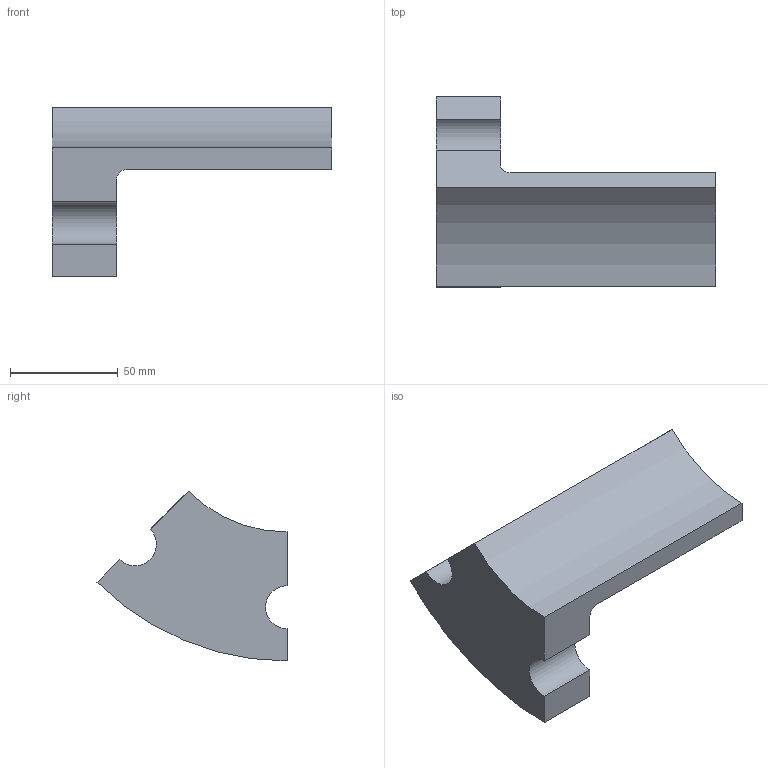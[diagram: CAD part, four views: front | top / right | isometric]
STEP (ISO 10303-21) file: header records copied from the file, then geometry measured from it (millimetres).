
FILE_DESCRIPTION((''),'2;1');
FILE_NAME('FLANSCH','2019-06-05T11:53:16',('jaeger'),(''),'CREO PARAMETRIC BY PTC INC, 2018100','CREO PARAMETRIC BY PTC INC, 2018100','');
FILE_SCHEMA(('AUTOMOTIVE_DESIGN { 1 0 10303 214 1 1 1 1 }'));
Length unit declared in the file: millimetre
Products named in the file (1): FLANSCH
Bounding box: 130 x 88.39 x 79.04 mm (x, y, z)
Volume: 180115.6 mm3; surface area: 29978.6 mm2
Topology: 1 solids, 1 shells, 13 faces, 33 edges, 22 vertices
Faces by surface type: plane 7, cylinder 5, torus 1
Entity records: 626 total; most frequent: DIRECTION 85, CARTESIAN_POINT 79, ORIENTED_EDGE 66, EDGE_CURVE 33, AXIS2_PLACEMENT_3D 31, PROPERTY_DEFINITION 28, REPRESENTATION 27, PROPERTY_DEFINITION_REPRESENTATION 27
